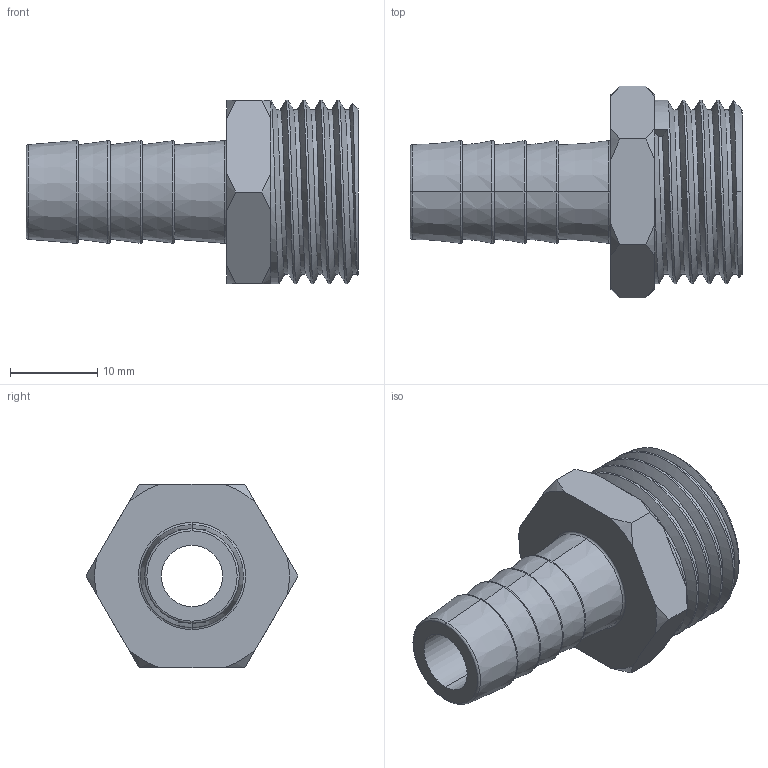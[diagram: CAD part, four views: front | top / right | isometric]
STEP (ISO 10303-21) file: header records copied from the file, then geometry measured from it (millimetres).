
FILE_DESCRIPTION (( 'STEP AP203' ), '1' );
FILE_NAME ('VTr.650.STEP', '2018-05-29T05:51:39', ( 'User' ), ( '' ), 'SwSTEP 2.0', 'SolidWorks 2017', '' );
FILE_SCHEMA (( 'CONFIG_CONTROL_DESIGN' ));
Length unit declared in the file: millimetre
Products named in the file (1): VTr.650
Bounding box: 38 x 24.25 x 21 mm (x, y, z)
Volume: 4171.4 mm3; surface area: 3930.6 mm2
Topology: 1 solids, 1 shells, 79 faces, 189 edges, 118 vertices
Faces by surface type: cone 27, plane 21, cylinder 15, torus 12, bspline 4
Entity records: 5207 total; most frequent: CARTESIAN_POINT 3383, ORIENTED_EDGE 378, DIRECTION 354, EDGE_CURVE 189, AXIS2_PLACEMENT_3D 151, VERTEX_POINT 118, EDGE_LOOP 87, FACE_OUTER_BOUND 79
